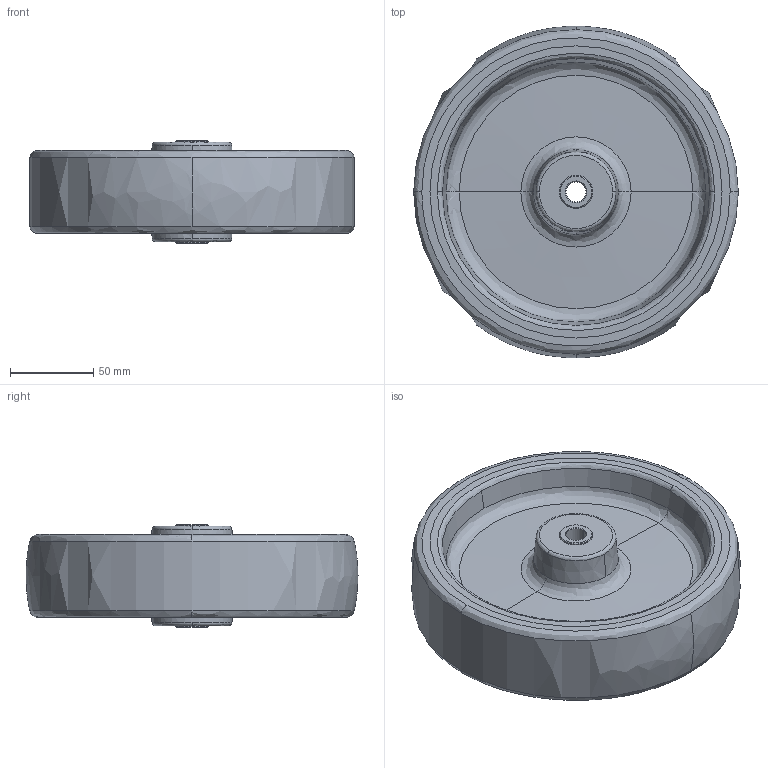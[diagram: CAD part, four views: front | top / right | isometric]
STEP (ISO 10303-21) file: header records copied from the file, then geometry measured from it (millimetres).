
FILE_DESCRIPTION (( 'STEP AP214' ), '1' );
FILE_NAME ('0056722.step', '2024-04-12T08:51:44', ( '' ), ( '' ), 'SwSTEP 2.0', 'SolidWorks 2020', '' );
FILE_SCHEMA (( 'AUTOMOTIVE_DESIGN' ));
Length unit declared in the file: millimetre
Products named in the file (1): 0056722
Bounding box: 195.52 x 200 x 62 mm (x, y, z)
Volume: 828500 mm3; surface area: 113013.6 mm2
Topology: 1 solids, 1 shells, 68 faces, 162 edges, 102 vertices
Faces by surface type: bspline 22, cone 20, cylinder 14, plane 12
Entity records: 3287 total; most frequent: CARTESIAN_POINT 1079, DIRECTION 352, ORIENTED_EDGE 316, AXIS2_PLACEMENT_3D 159, EDGE_CURVE 158, CIRCLE 112, VERTEX_POINT 102, EDGE_LOOP 80
